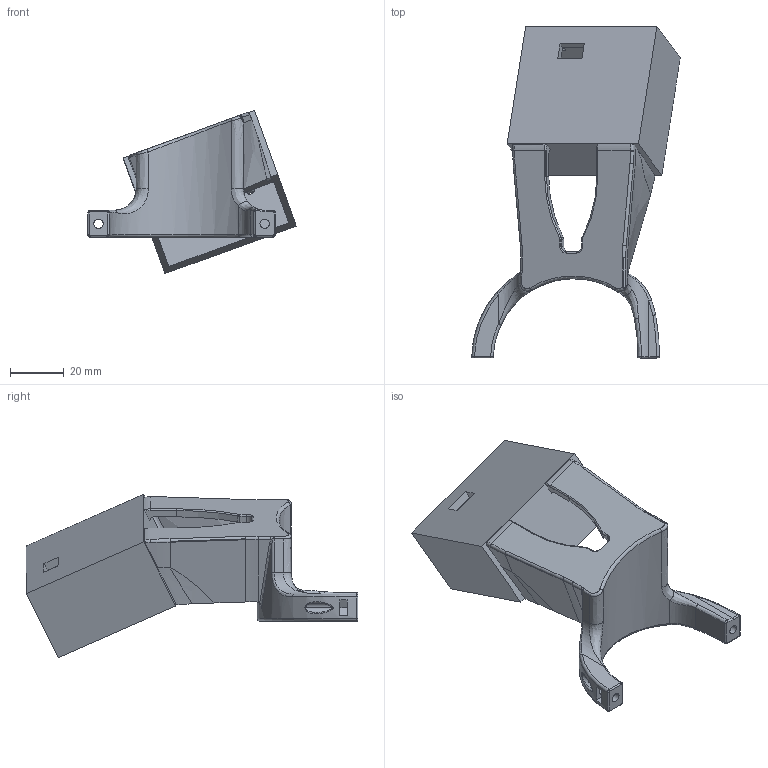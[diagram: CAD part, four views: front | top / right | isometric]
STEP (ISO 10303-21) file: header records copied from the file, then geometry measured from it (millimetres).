
FILE_DESCRIPTION (( 'STEP AP214' ), '1' );
FILE_NAME ('衵忒.STEP', '2025-09-15T01:07:33', ( '' ), ( '' ), 'SwSTEP 2.0', 'SolidWorks 2022', '' );
FILE_SCHEMA (( 'AUTOMOTIVE_DESIGN' ));
Length unit declared in the file: millimetre
Products named in the file (1): 右手
Bounding box: 77.61 x 123.57 x 60.81 mm (x, y, z)
Volume: 50312.5 mm3; surface area: 27897.8 mm2
Topology: 1 solids, 1 shells, 212 faces, 548 edges, 334 vertices
Faces by surface type: bspline 75, cylinder 62, plane 53, torus 20, sphere 2
Entity records: 11675 total; most frequent: CARTESIAN_POINT 7116, ORIENTED_EDGE 1088, DIRECTION 763, EDGE_CURVE 544, VERTEX_POINT 334, AXIS2_PLACEMENT_3D 290, EDGE_LOOP 228, ADVANCED_FACE 212
